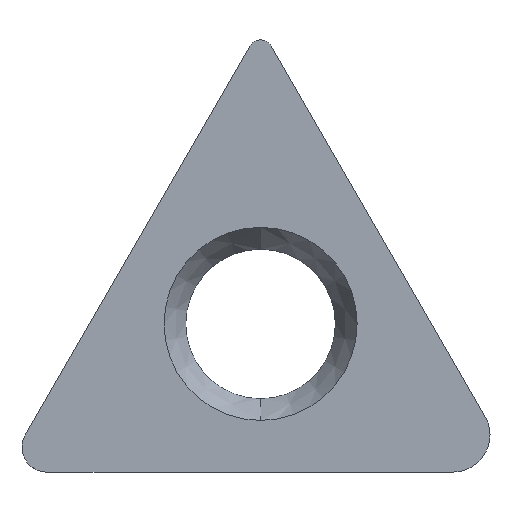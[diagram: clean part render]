
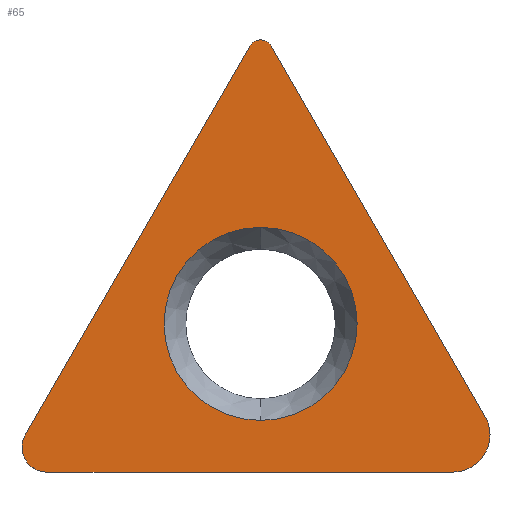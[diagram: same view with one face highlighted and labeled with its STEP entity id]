
A CAD part, top view. The second image highlights one B-rep face of the part: STEP entity #65.
In plain terms, the highlighted planar face has unit normal (0, 0, 1).
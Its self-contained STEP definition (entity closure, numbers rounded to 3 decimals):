
#65=ADVANCED_FACE('',(#93,#94),#85,.T.);
#85=PLANE('',#375);
#93=FACE_BOUND('',#97,.T.);
#94=FACE_BOUND('',#98,.T.);
#97=EDGE_LOOP('',(#175,#176,#177,#178,#179,#180));
#98=EDGE_LOOP('',(#181,#182));
#119=LINE('',#519,#147);
#120=LINE('',#523,#148);
#121=LINE('',#527,#149);
#147=VECTOR('',#414,1.);
#148=VECTOR('',#417,1.);
#149=VECTOR('',#420,1.);
#175=ORIENTED_EDGE('',*,*,#289,.T.);
#176=ORIENTED_EDGE('',*,*,#290,.T.);
#177=ORIENTED_EDGE('',*,*,#291,.T.);
#178=ORIENTED_EDGE('',*,*,#292,.T.);
#179=ORIENTED_EDGE('',*,*,#293,.T.);
#180=ORIENTED_EDGE('',*,*,#294,.T.);
#181=ORIENTED_EDGE('',*,*,#295,.F.);
#182=ORIENTED_EDGE('',*,*,#296,.F.);
#263=VERTEX_POINT('',#517);
#264=VERTEX_POINT('',#518);
#265=VERTEX_POINT('',#520);
#266=VERTEX_POINT('',#522);
#267=VERTEX_POINT('',#524);
#268=VERTEX_POINT('',#526);
#269=VERTEX_POINT('',#529);
#270=VERTEX_POINT('',#530);
#289=EDGE_CURVE('',#263,#264,#333,.T.);
#290=EDGE_CURVE('',#264,#265,#119,.T.);
#291=EDGE_CURVE('',#265,#266,#334,.T.);
#292=EDGE_CURVE('',#266,#267,#120,.T.);
#293=EDGE_CURVE('',#267,#268,#335,.T.);
#294=EDGE_CURVE('',#268,#263,#121,.T.);
#295=EDGE_CURVE('',#269,#270,#336,.T.);
#296=EDGE_CURVE('',#270,#269,#337,.T.);
#333=CIRCLE('',#370,1.2);
#334=CIRCLE('',#371,0.4);
#335=CIRCLE('',#372,0.8);
#336=CIRCLE('',#373,3.1);
#337=CIRCLE('',#374,3.1);
#370=AXIS2_PLACEMENT_3D('',#516,#412,#413);
#371=AXIS2_PLACEMENT_3D('',#521,#415,#416);
#372=AXIS2_PLACEMENT_3D('',#525,#418,#419);
#373=AXIS2_PLACEMENT_3D('',#528,#421,#422);
#374=AXIS2_PLACEMENT_3D('',#531,#423,#424);
#375=AXIS2_PLACEMENT_3D('',#532,#425,#426);
#412=DIRECTION('',(0.,0.,1.));
#413=DIRECTION('',(0.,-1.,0.));
#414=DIRECTION('',(-0.5,0.866,0.));
#415=DIRECTION('',(0.,0.,1.));
#416=DIRECTION('',(0.866,0.5,0.));
#417=DIRECTION('',(-0.5,-0.866,0.));
#418=DIRECTION('',(0.,0.,1.));
#419=DIRECTION('',(-0.866,0.5,0.));
#420=DIRECTION('',(1.,0.,0.));
#421=DIRECTION('',(0.,0.,1.));
#422=DIRECTION('',(0.,1.,0.));
#423=DIRECTION('',(0.,0.,1.));
#424=DIRECTION('',(0.,-1.,0.));
#425=DIRECTION('',(0.,0.,1.));
#426=DIRECTION('',(-1.,0.,0.));
#516=CARTESIAN_POINT('',(6.166,-3.56,0.));
#517=CARTESIAN_POINT('',(6.166,-4.76,0.));
#518=CARTESIAN_POINT('',(7.205,-2.96,0.));
#519=CARTESIAN_POINT('',(7.205,-2.96,0.));
#520=CARTESIAN_POINT('',(0.346,8.92,0.));
#521=CARTESIAN_POINT('',(0.,8.72,0.));
#522=CARTESIAN_POINT('',(-0.346,8.92,0.));
#523=CARTESIAN_POINT('',(-0.346,8.92,0.));
#524=CARTESIAN_POINT('',(-7.552,-3.56,0.));
#525=CARTESIAN_POINT('',(-6.859,-3.96,0.));
#526=CARTESIAN_POINT('',(-6.859,-4.76,0.));
#527=CARTESIAN_POINT('',(-6.859,-4.76,0.));
#528=CARTESIAN_POINT('',(0.,0.,0.));
#529=CARTESIAN_POINT('',(0.,3.1,0.));
#530=CARTESIAN_POINT('',(0.,-3.1,0.));
#531=CARTESIAN_POINT('',(0.,0.,0.));
#532=CARTESIAN_POINT('',(0.,0.,0.));
